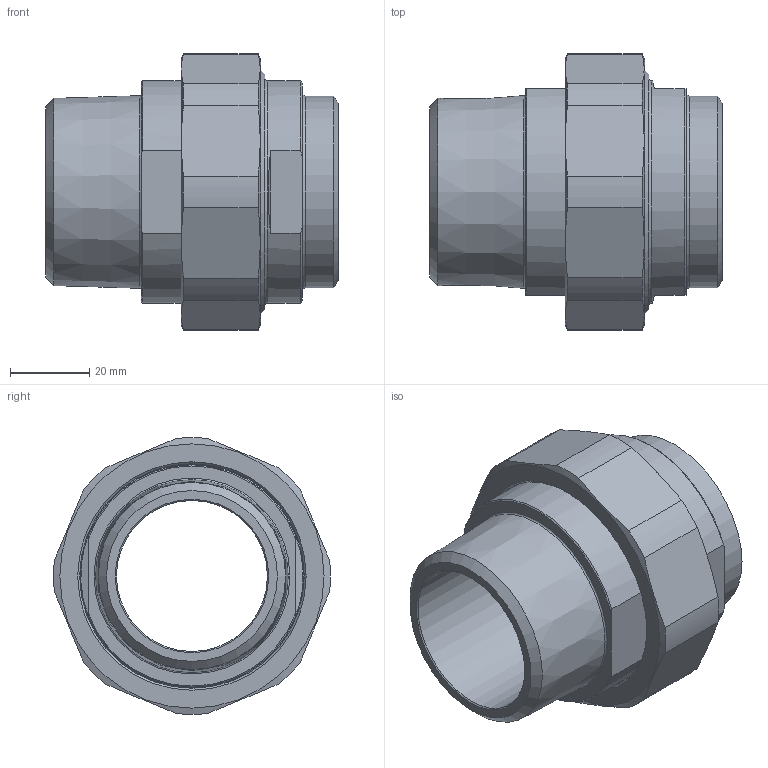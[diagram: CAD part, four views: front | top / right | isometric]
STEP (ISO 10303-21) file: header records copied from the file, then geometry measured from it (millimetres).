
FILE_DESCRIPTION(/* description */ (''),/* implementation_level */ '2;1');
FILE_NAME(/* name */ '3D_R134-UEO-SG-DN40_171019670.stp',/* time_stamp */ '2021-07-02T11:32:22+02:00',/* author */ ('cad'),/* organization */ (''),/* preprocessor_version */ 'ST-DEVELOPER v18.1',/* originating_system */ 'Autodesk Inventor 2022',/* authorisation */ '');
FILE_SCHEMA (('AUTOMOTIVE_DESIGN { 1 0 10303 214 3 1 1 }'));
Length unit declared in the file: millimetre
Products named in the file (4): 3D_R134-UEO-SG-DN40_171019670; 3D_R134-M-DN40_171011630; 3D_R134-SG-48.3_171011530; 3D_R134-UEO-DN40_171018370
Assembly tree (3 placements, depth 2):
  3D_R134-UEO-SG-DN40_171019670
    3D_R134-M-DN40_171011630
    3D_R134-SG-48.3_171011530
    3D_R134-UEO-DN40_171018370
Bounding box: 73.5 x 69.68 x 69.65 mm (x, y, z)
Volume: 87023.2 mm3; surface area: 37503.6 mm2
Topology: 3 solids, 3 shells, 83 faces, 202 edges, 133 vertices
Faces by surface type: plane 30, cone 23, cylinder 19, torus 11
Full cylindrical faces by diameter (mm): 38 x1, 43.1 x1, 43.3 x1, 48.3 x1, 49.5 x1, 56 x2, 56.5 x1, 60 x1, 60.376 x1, 61.85 x1
Entity records: 2623 total; most frequent: DIRECTION 474, CARTESIAN_POINT 473, ORIENTED_EDGE 404, AXIS2_PLACEMENT_3D 206, EDGE_CURVE 202, VERTEX_POINT 133, CIRCLE 112, EDGE_LOOP 97
